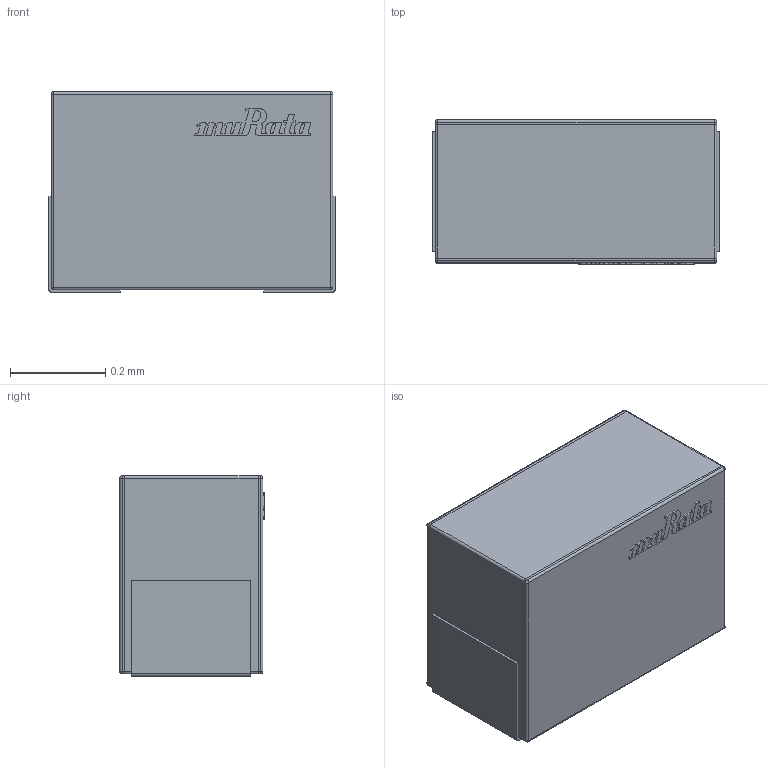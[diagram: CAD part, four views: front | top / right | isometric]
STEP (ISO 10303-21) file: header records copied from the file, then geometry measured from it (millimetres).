
FILE_DESCRIPTION(('FreeCAD Model'),'2;1');
FILE_NAME('Murata LQP03HQ0N5B02D.step','2020-09-02T21:08:51',('Author'),(''), 'Open CASCADE STEP processor 7.2','FreeCAD','Unknown');
FILE_SCHEMA(('AUTOMOTIVE_DESIGN { 1 0 10303 214 1 1 1 1 }'));
Length unit declared in the file: millimetre
Products named in the file (6): logo; shape004; shape003; shape002; shape001; shape
Bounding box: 0.6 x 0.3 x 0.42 mm (x, y, z)
Volume: 0.1 mm3; surface area: 2.5 mm2
Topology: 6 solids, 6 shells, 297 faces, 847 edges, 546 vertices
Faces by surface type: bspline 231, plane 34, cylinder 24, sphere 8
Entity records: 9911 total; most frequent: CARTESIAN_POINT 4167, ORIENTED_EDGE 1662, EDGE_CURVE 831, B_SPLINE_CURVE_WITH_KNOTS 687, VERTEX_POINT 546, DIRECTION 326, FACE_BOUND 303, EDGE_LOOP 303
